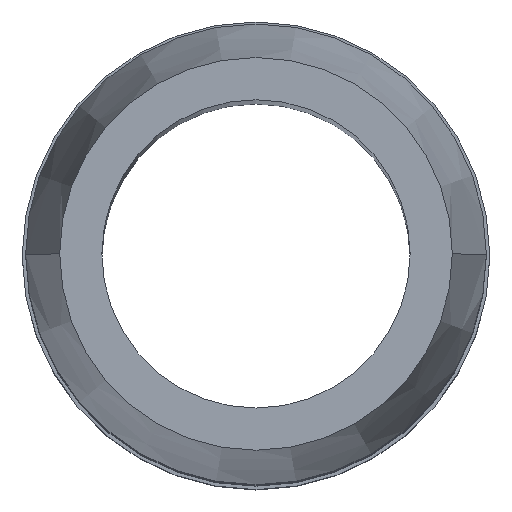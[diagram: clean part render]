
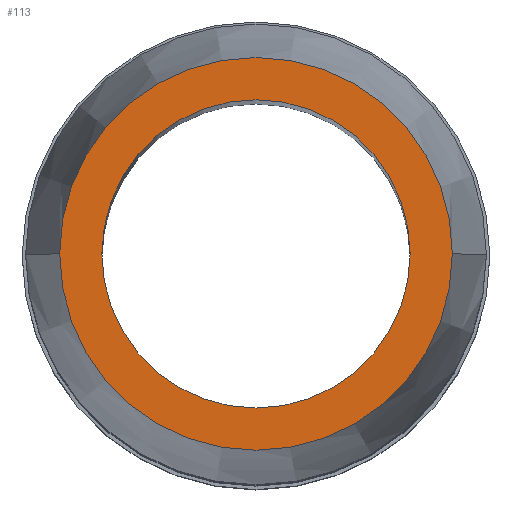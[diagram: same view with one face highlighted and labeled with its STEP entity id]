
A CAD part, top view. The second image highlights one B-rep face of the part: STEP entity #113.
In plain terms, the highlighted planar face has unit normal (0, 0, 1).
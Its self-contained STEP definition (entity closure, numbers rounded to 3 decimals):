
#18 = EDGE_CURVE ( 'NONE', #195, #196, #336, .T. ) ;
#53 = VERTEX_POINT ( 'NONE', #398 ) ;
#99 = EDGE_CURVE ( 'NONE', #196, #195, #428, .T. ) ;
#100 = ORIENTED_EDGE ( 'NONE', *, *, #18, .T. ) ;
#110 = EDGE_CURVE ( 'NONE', #53, #137, #479, .T. ) ;
#113 = ADVANCED_FACE ( 'NONE', ( #493, #492 ), #491, .F. ) ;
#114 = EDGE_LOOP ( 'NONE', ( #150, #152 ) ) ;
#123 = ORIENTED_EDGE ( 'NONE', *, *, #99, .T. ) ;
#137 = VERTEX_POINT ( 'NONE', #440 ) ;
#150 = ORIENTED_EDGE ( 'NONE', *, *, #151, .T. ) ;
#151 = EDGE_CURVE ( 'NONE', #137, #53, #698, .T. ) ;
#152 = ORIENTED_EDGE ( 'NONE', *, *, #110, .T. ) ;
#153 = EDGE_LOOP ( 'NONE', ( #123, #100 ) ) ;
#195 = VERTEX_POINT ( 'NONE', #565 ) ;
#196 = VERTEX_POINT ( 'NONE', #564 ) ;
#332 = DIRECTION ( 'NONE',  ( 1., 0., 0. ) ) ;
#333 = DIRECTION ( 'NONE',  ( 0., 0., 1. ) ) ;
#334 = CARTESIAN_POINT ( 'NONE',  ( 0., 0., 0. ) ) ;
#335 = AXIS2_PLACEMENT_3D ( 'NONE', #334, #333, #332 ) ;
#336 = CIRCLE ( 'NONE', #335, 5.668 ) ;
#398 = CARTESIAN_POINT ( 'NONE',  ( 0., -4.45, 0. ) ) ;
#425 = DIRECTION ( 'NONE',  ( 1., 0., 0. ) ) ;
#426 = DIRECTION ( 'NONE',  ( 0., 0., 1. ) ) ;
#427 = AXIS2_PLACEMENT_3D ( 'NONE', #432, #426, #425 ) ;
#428 = CIRCLE ( 'NONE', #427, 5.668 ) ;
#432 = CARTESIAN_POINT ( 'NONE',  ( 0., 0., 0. ) ) ;
#440 = CARTESIAN_POINT ( 'NONE',  ( 0., 4.45, 0. ) ) ;
#475 = DIRECTION ( 'NONE',  ( 0., 1., 0. ) ) ;
#476 = DIRECTION ( 'NONE',  ( 0., 0., -1. ) ) ;
#477 = CARTESIAN_POINT ( 'NONE',  ( 0., 0., 0. ) ) ;
#478 = AXIS2_PLACEMENT_3D ( 'NONE', #477, #476, #475 ) ;
#479 = CIRCLE ( 'NONE', #478, 4.45 ) ;
#486 = DIRECTION ( 'NONE',  ( -1., 0., 0. ) ) ;
#487 = DIRECTION ( 'NONE',  ( 0., 0., -1. ) ) ;
#488 = AXIS2_PLACEMENT_3D ( 'NONE', #490, #487, #486 ) ;
#490 = CARTESIAN_POINT ( 'NONE',  ( 0., 6.75, 0. ) ) ;
#491 = PLANE ( 'NONE',  #488 ) ;
#492 = FACE_OUTER_BOUND ( 'NONE', #153, .T. ) ;
#493 = FACE_BOUND ( 'NONE', #114, .T. ) ;
#564 = CARTESIAN_POINT ( 'NONE',  ( -5.668, 0., 0. ) ) ;
#565 = CARTESIAN_POINT ( 'NONE',  ( 5.668, 0., 0. ) ) ;
#618 = AXIS2_PLACEMENT_3D ( 'NONE', #632, #665, #652 ) ;
#632 = CARTESIAN_POINT ( 'NONE',  ( 0., 0., 0. ) ) ;
#652 = DIRECTION ( 'NONE',  ( 0., 1., 0. ) ) ;
#665 = DIRECTION ( 'NONE',  ( 0., 0., -1. ) ) ;
#698 = CIRCLE ( 'NONE', #618, 4.45 ) ;
